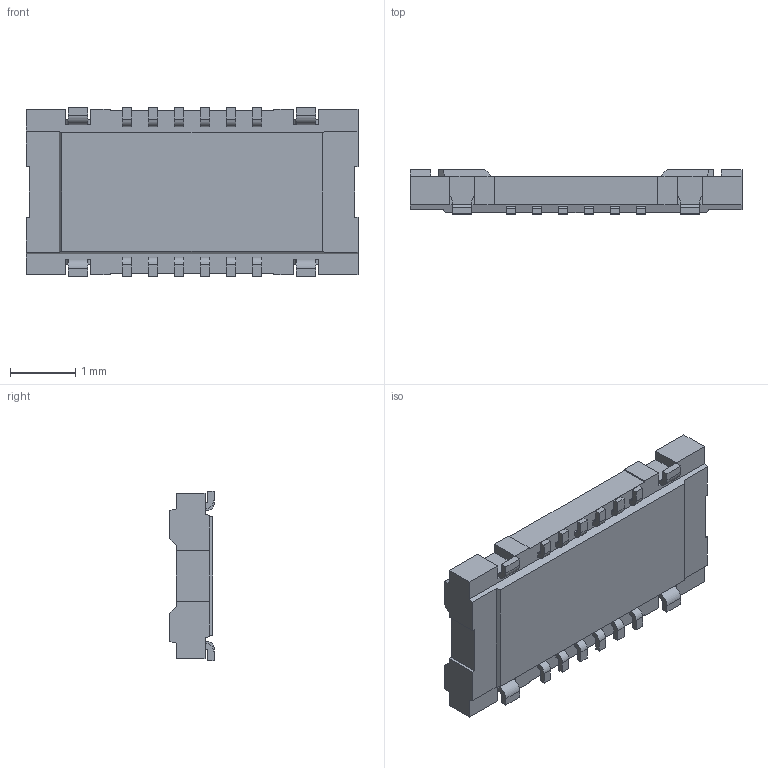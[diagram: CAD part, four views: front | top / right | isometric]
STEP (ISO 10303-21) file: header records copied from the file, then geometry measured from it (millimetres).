
FILE_DESCRIPTION(/* description */ (''),/* implementation_level */ '2;1');
FILE_NAME(/* name */ '503548-1220_new.step',/* time_stamp */ '2023-11-02T16:28:05+02:00',/* author */ (''),/* organization */ (''),/* preprocessor_version */ 'ST-DEVELOPER v20',/* originating_system */ 'Autodesk Translation Framework v12.14.0.127',/* authorisation */ '');
FILE_SCHEMA (('AUTOMOTIVE_DESIGN { 1 0 10303 214 3 1 1 }'));
Length unit declared in the file: millimetre
Products named in the file (1): 503548-1220
Bounding box: 5.1 x 0.68 x 2.6 mm (x, y, z)
Volume: 5 mm3; surface area: 46.2 mm2
Topology: 1 solids, 1 shells, 450 faces, 1218 edges, 808 vertices
Faces by surface type: plane 346, cylinder 104
Entity records: 14341 total; most frequent: CARTESIAN_POINT 2477, ORIENTED_EDGE 2436, DIRECTION 2352, EDGE_CURVE 1218, LINE 986, VECTOR 986, VERTEX_POINT 808, AXIS2_PLACEMENT_3D 683
